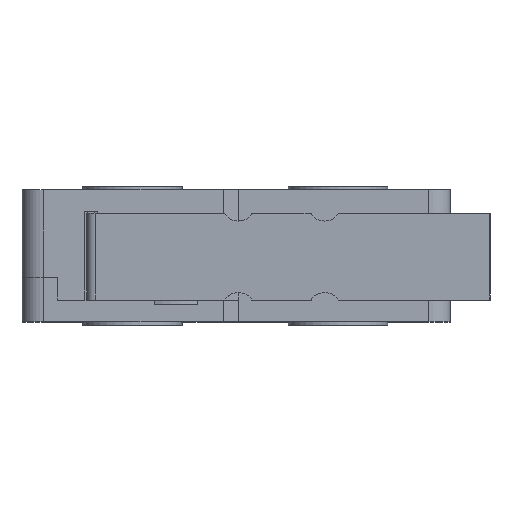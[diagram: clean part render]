
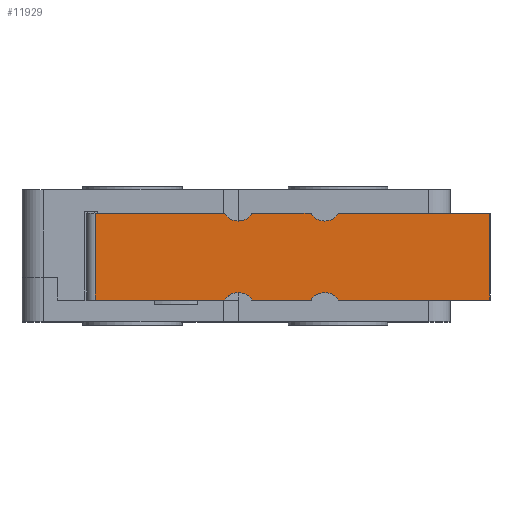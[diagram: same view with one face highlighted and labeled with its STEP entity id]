
A CAD part, top view. The second image highlights one B-rep face of the part: STEP entity #11929.
In plain terms, the highlighted planar face has unit normal (-0.022, 0, 1).
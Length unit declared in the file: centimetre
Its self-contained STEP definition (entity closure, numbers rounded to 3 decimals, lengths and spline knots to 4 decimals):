
#676=CIRCLE('',#12498,0.075);
#679=CIRCLE('',#12502,0.075);
#681=CIRCLE('',#12505,0.075);
#682=CIRCLE('',#12507,0.075);
#1085=FACE_OUTER_BOUND('',#1766,.T.);
#1766=EDGE_LOOP('',(#9575,#9576,#9577,#9578,#9579,#9580,#9581,#9582,#9583,
#9584,#9585,#9586));
#2852=LINE('',#18555,#4172);
#2853=LINE('',#18558,#4173);
#2865=LINE('',#18578,#4185);
#2866=LINE('',#18582,#4186);
#2867=LINE('',#18585,#4187);
#2869=LINE('',#18589,#4189);
#2870=LINE('',#18590,#4190);
#2871=LINE('',#18591,#4191);
#4172=VECTOR('',#14070,1.);
#4173=VECTOR('',#14073,1.);
#4185=VECTOR('',#14089,1.);
#4186=VECTOR('',#14094,1.);
#4187=VECTOR('',#14099,1.);
#4189=VECTOR('',#14105,1.);
#4190=VECTOR('',#14106,1.);
#4191=VECTOR('',#14107,1.);
#5409=VERTEX_POINT('',#18513);
#5411=VERTEX_POINT('',#18516);
#5414=VERTEX_POINT('',#18523);
#5416=VERTEX_POINT('',#18527);
#5418=VERTEX_POINT('',#18532);
#5420=VERTEX_POINT('',#18536);
#5421=VERTEX_POINT('',#18540);
#5423=VERTEX_POINT('',#18543);
#5426=VERTEX_POINT('',#18553);
#5427=VERTEX_POINT('',#18557);
#5433=VERTEX_POINT('',#18576);
#5434=VERTEX_POINT('',#18581);
#6888=EDGE_CURVE('',#5411,#5409,#676,.T.);
#6894=EDGE_CURVE('',#5414,#5416,#679,.T.);
#6898=EDGE_CURVE('',#5418,#5420,#681,.T.);
#6900=EDGE_CURVE('',#5423,#5421,#682,.T.);
#6907=EDGE_CURVE('',#5416,#5426,#2852,.T.);
#6908=EDGE_CURVE('',#5427,#5418,#2853,.T.);
#6920=EDGE_CURVE('',#5421,#5433,#2865,.T.);
#6922=EDGE_CURVE('',#5434,#5411,#2866,.T.);
#6924=EDGE_CURVE('',#5409,#5423,#2867,.T.);
#6926=EDGE_CURVE('',#5427,#5433,#2869,.T.);
#6927=EDGE_CURVE('',#5420,#5414,#2870,.T.);
#6928=EDGE_CURVE('',#5434,#5426,#2871,.T.);
#9575=ORIENTED_EDGE('',*,*,#6888,.T.);
#9576=ORIENTED_EDGE('',*,*,#6924,.T.);
#9577=ORIENTED_EDGE('',*,*,#6900,.T.);
#9578=ORIENTED_EDGE('',*,*,#6920,.T.);
#9579=ORIENTED_EDGE('',*,*,#6926,.F.);
#9580=ORIENTED_EDGE('',*,*,#6908,.T.);
#9581=ORIENTED_EDGE('',*,*,#6898,.T.);
#9582=ORIENTED_EDGE('',*,*,#6927,.T.);
#9583=ORIENTED_EDGE('',*,*,#6894,.T.);
#9584=ORIENTED_EDGE('',*,*,#6907,.T.);
#9585=ORIENTED_EDGE('',*,*,#6928,.F.);
#9586=ORIENTED_EDGE('',*,*,#6922,.T.);
#11380=PLANE('',#12520);
#11929=ADVANCED_FACE('',(#1085),#11380,.T.);
#12498=AXIS2_PLACEMENT_3D('',#18517,#14033,#14034);
#12502=AXIS2_PLACEMENT_3D('',#18529,#14044,#14045);
#12505=AXIS2_PLACEMENT_3D('',#18538,#14052,#14053);
#12507=AXIS2_PLACEMENT_3D('',#18544,#14057,#14058);
#12520=AXIS2_PLACEMENT_3D('',#18588,#14103,#14104);
#14033=DIRECTION('center_axis',(0.022,0.,
-1.));
#14034=DIRECTION('ref_axis',(-1.,0.,-0.022));
#14044=DIRECTION('center_axis',(0.022,0.,
-1.));
#14045=DIRECTION('ref_axis',(-1.,0.,-0.022));
#14052=DIRECTION('center_axis',(0.022,0.,
-1.));
#14053=DIRECTION('ref_axis',(-1.,0.,-0.022));
#14057=DIRECTION('center_axis',(0.022,0.,
-1.));
#14058=DIRECTION('ref_axis',(-1.,0.,-0.022));
#14070=DIRECTION('',(-1.,0.,-0.022));
#14073=DIRECTION('',(-1.,0.,-0.022));
#14089=DIRECTION('',(1.,0.,0.022));
#14094=DIRECTION('',(1.,0.,0.022));
#14099=DIRECTION('',(1.,0.,0.022));
#14103=DIRECTION('center_axis',(-0.022,0.,
1.));
#14104=DIRECTION('ref_axis',(1.,0.,0.022));
#14105=DIRECTION('',(0.,-1.,0.));
#14106=DIRECTION('',(-1.,0.,-0.022));
#14107=DIRECTION('',(0.,1.,0.));
#18513=CARTESIAN_POINT('',(0.5522,-0.51,0.8956));
#18516=CARTESIAN_POINT('',(0.4253,-0.51,0.8927));
#18517=CARTESIAN_POINT('Origin',(0.4887,-0.55,0.8942));
#18523=CARTESIAN_POINT('',(0.5522,-0.11,0.8956));
#18527=CARTESIAN_POINT('',(0.4253,-0.11,0.8927));
#18529=CARTESIAN_POINT('Origin',(0.4887,-0.07,
0.8942));
#18532=CARTESIAN_POINT('',(0.9521,-0.11,0.9046));
#18536=CARTESIAN_POINT('',(0.8252,-0.11,0.9017));
#18538=CARTESIAN_POINT('Origin',(0.8886,-0.07,
0.9031));
#18540=CARTESIAN_POINT('',(0.9521,-0.51,0.9046));
#18543=CARTESIAN_POINT('',(0.8252,-0.51,0.9017));
#18544=CARTESIAN_POINT('Origin',(0.8886,-0.55,0.9031));
#18553=CARTESIAN_POINT('',(-0.1711,-0.11,0.8793));
#18555=CARTESIAN_POINT('',(-0.1711,-0.11,0.8793));
#18557=CARTESIAN_POINT('',(1.6514,-0.11,0.9203));
#18558=CARTESIAN_POINT('',(-0.1711,-0.11,0.8793));
#18576=CARTESIAN_POINT('',(1.6514,-0.51,0.9203));
#18578=CARTESIAN_POINT('',(-0.1711,-0.51,0.8793));
#18581=CARTESIAN_POINT('',(-0.1711,-0.51,0.8793));
#18582=CARTESIAN_POINT('',(-0.1711,-0.51,0.8793));
#18585=CARTESIAN_POINT('',(-0.1711,-0.51,0.8793));
#18588=CARTESIAN_POINT('Origin',(1.6514,-0.31,0.9203));
#18589=CARTESIAN_POINT('',(1.6514,-0.31,0.9203));
#18590=CARTESIAN_POINT('',(-0.1711,-0.11,0.8793));
#18591=CARTESIAN_POINT('',(-0.1711,-0.31,0.8793));
